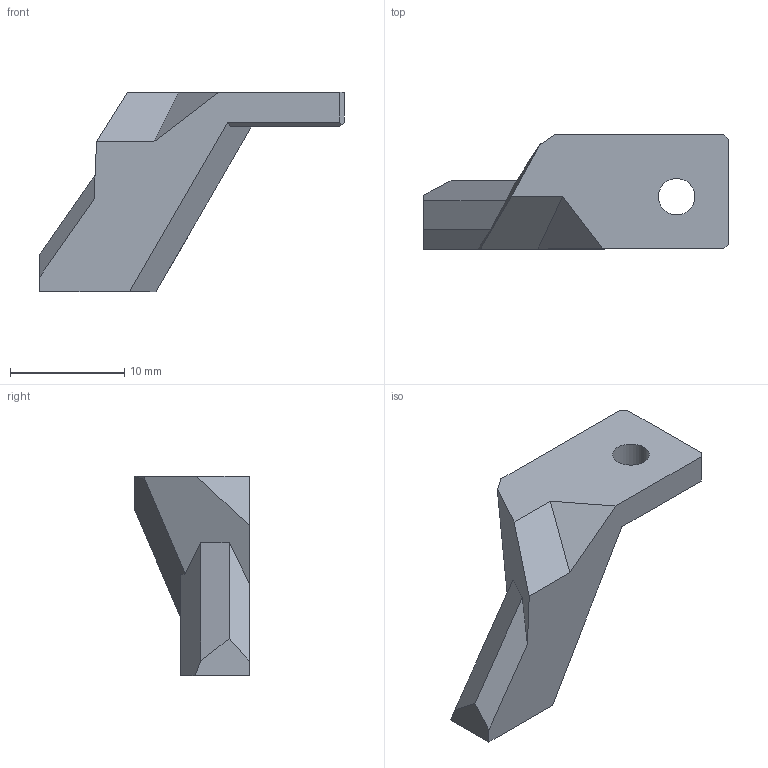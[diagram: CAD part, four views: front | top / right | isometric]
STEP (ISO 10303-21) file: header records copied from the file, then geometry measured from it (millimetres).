
FILE_DESCRIPTION(/* description */ (''),/* implementation_level */ '2;1');
FILE_NAME(/* name */ 'DB Z Foot.step',/* time_stamp */ '2024-01-23T18:22:19-07:00',/* author */ (''),/* organization */ (''),/* preprocessor_version */ 'ST-DEVELOPER v20',/* originating_system */ 'Autodesk Translation Framework v12.14.0.127',/* authorisation */ '');
FILE_SCHEMA (('AUTOMOTIVE_DESIGN { 1 0 10303 214 3 1 1 }'));
Length unit declared in the file: millimetre
Products named in the file (1): DB Z Foot
Bounding box: 26.69 x 10 x 17.46 mm (x, y, z)
Volume: 1441.8 mm3; surface area: 973.7 mm2
Topology: 1 solids, 1 shells, 27 faces, 75 edges, 50 vertices
Faces by surface type: plane 26, cylinder 1
Full cylindrical faces by diameter (mm): 3.2 x1
Entity records: 895 total; most frequent: CARTESIAN_POINT 153, ORIENTED_EDGE 150, DIRECTION 133, EDGE_CURVE 75, LINE 73, VECTOR 73, VERTEX_POINT 50, AXIS2_PLACEMENT_3D 30
